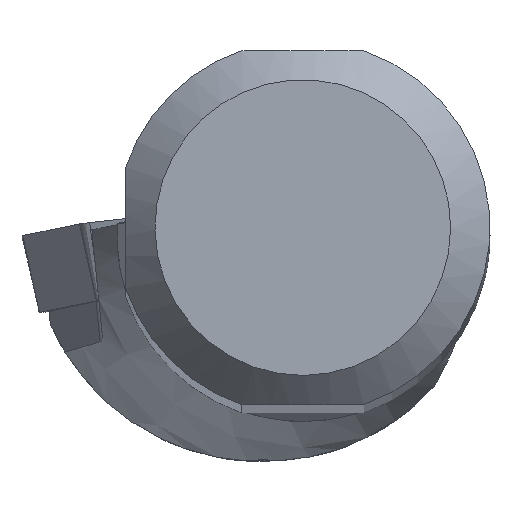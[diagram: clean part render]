
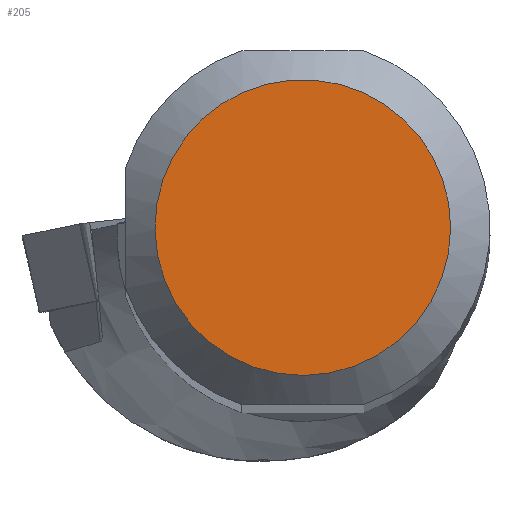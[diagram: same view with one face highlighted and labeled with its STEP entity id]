
A CAD part, top view. The second image highlights one B-rep face of the part: STEP entity #205.
In plain terms, the highlighted planar face has unit normal (0, 0, 1).
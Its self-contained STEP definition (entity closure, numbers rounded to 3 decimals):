
#158=FACE_OUTER_BOUND('',#414,.T.);
#205=ADVANCED_FACE('CU_SU_BP3',(#158),#237,.T.);
#237=PLANE('',#1105);
#414=EDGE_LOOP('',(#599));
#599=ORIENTED_EDGE('',*,*,#885,.T.);
#773=VERTEX_POINT('',#1816);
#885=EDGE_CURVE('',#773,#773,#935,.T.);
#935=CIRCLE('',#1104,7.516);
#1104=AXIS2_PLACEMENT_3D('',#1815,#1335,#1336);
#1105=AXIS2_PLACEMENT_3D('',#1817,#1337,#1338);
#1335=DIRECTION('',(0.,0.,1.));
#1336=DIRECTION('',(1.,0.,0.));
#1337=DIRECTION('',(0.,0.,1.));
#1338=DIRECTION('',(1.,0.,0.));
#1815=CARTESIAN_POINT('',(0.,0.,0.));
#1816=CARTESIAN_POINT('',(7.516,0.,0.));
#1817=CARTESIAN_POINT('',(0.,0.,
0.));
